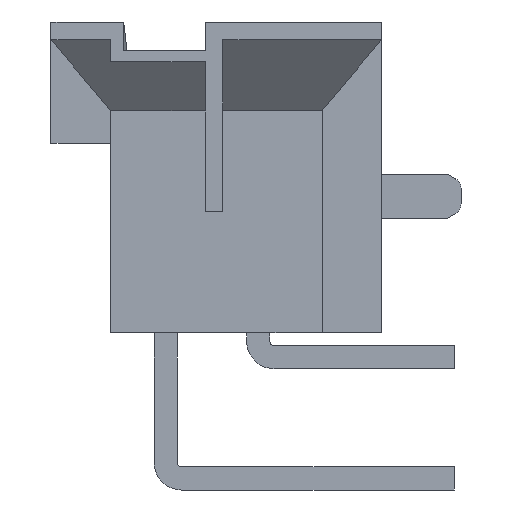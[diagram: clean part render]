
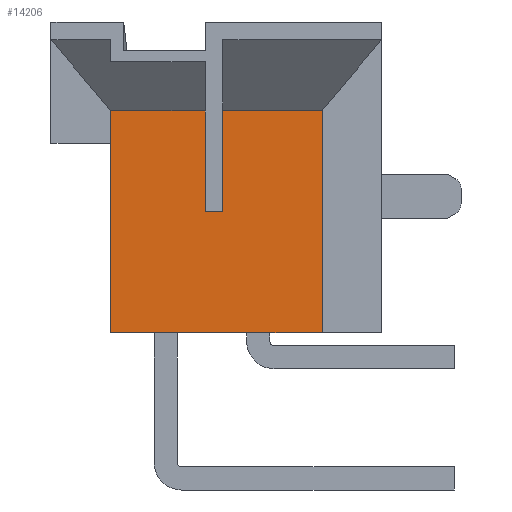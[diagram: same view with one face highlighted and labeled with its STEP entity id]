
A CAD part, left-side view. The second image highlights one B-rep face of the part: STEP entity #14206.
In plain terms, the highlighted planar face has unit normal (-1, 0, 0).
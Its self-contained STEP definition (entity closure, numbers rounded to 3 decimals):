
#612=DIRECTION('',(0.,1.,0.));
#613=VECTOR('',#612,9.6);
#614=CARTESIAN_POINT('',(-25.8,-4.8,-7.05));
#615=LINE('',#614,#613);
#3956=DIRECTION('',(0.,0.,1.));
#3957=VECTOR('',#3956,10.082);
#3958=CARTESIAN_POINT('',(-25.8,4.8,-7.05));
#3959=LINE('',#3958,#3957);
#4028=DIRECTION('',(0.,0.,-1.));
#4029=VECTOR('',#4028,4.582);
#4030=CARTESIAN_POINT('',(-25.8,0.5,3.032));
#4031=LINE('',#4030,#4029);
#4032=DIRECTION('',(0.,-1.,0.));
#4033=VECTOR('',#4032,0.8);
#4034=CARTESIAN_POINT('',(-25.8,0.5,-1.55));
#4035=LINE('',#4034,#4033);
#4036=DIRECTION('',(0.,0.,-1.));
#4037=VECTOR('',#4036,4.582);
#4038=CARTESIAN_POINT('',(-25.8,-0.3,3.032));
#4039=LINE('',#4038,#4037);
#4040=DIRECTION('',(0.,-1.,0.));
#4041=VECTOR('',#4040,4.5);
#4042=CARTESIAN_POINT('',(-25.8,-0.3,3.032));
#4043=LINE('',#4042,#4041);
#4044=DIRECTION('',(0.,-1.,0.));
#4045=VECTOR('',#4044,4.3);
#4046=CARTESIAN_POINT('',(-25.8,4.8,3.032));
#4047=LINE('',#4046,#4045);
#4196=DIRECTION('',(0.,0.,-1.));
#4197=VECTOR('',#4196,10.082);
#4198=CARTESIAN_POINT('',(-25.8,-4.8,3.032));
#4199=LINE('',#4198,#4197);
#6822=CARTESIAN_POINT('',(-25.8,-4.8,3.032));
#6824=VERTEX_POINT('',#6822);
#6827=CARTESIAN_POINT('',(-25.8,-4.8,-7.05));
#6828=VERTEX_POINT('',#6827);
#6829=CARTESIAN_POINT('',(-25.8,4.8,-7.05));
#6830=VERTEX_POINT('',#6829);
#6835=CARTESIAN_POINT('',(-25.8,4.8,3.032));
#6836=VERTEX_POINT('',#6835);
#6898=CARTESIAN_POINT('',(-25.8,-0.3,3.032));
#6900=VERTEX_POINT('',#6898);
#6902=CARTESIAN_POINT('',(-25.8,0.5,3.032));
#6903=CARTESIAN_POINT('',(-25.8,0.5,-1.55));
#6904=VERTEX_POINT('',#6902);
#6905=VERTEX_POINT('',#6903);
#6906=CARTESIAN_POINT('',(-25.8,-0.3,-1.55));
#6907=VERTEX_POINT('',#6906);
#14187=CARTESIAN_POINT('',(-25.8,7.5,3.032));
#14188=DIRECTION('',(1.,0.,0.));
#14189=DIRECTION('',(0.,0.,-1.));
#14190=AXIS2_PLACEMENT_3D('',#14187,#14188,#14189);
#14191=PLANE('',#14190);
#14192=ORIENTED_EDGE('',*,*,#8741,.T.);
#14194=ORIENTED_EDGE('',*,*,#14193,.T.);
#14195=ORIENTED_EDGE('',*,*,#8848,.F.);
#14197=ORIENTED_EDGE('',*,*,#14196,.T.);
#14199=ORIENTED_EDGE('',*,*,#14198,.T.);
#14200=ORIENTED_EDGE('',*,*,#8965,.T.);
#14201=ORIENTED_EDGE('',*,*,#14095,.T.);
#14203=ORIENTED_EDGE('',*,*,#14202,.T.);
#14204=EDGE_LOOP('',(#14192,#14194,#14195,#14197,#14199,#14200,#14201,#14203));
#14205=FACE_OUTER_BOUND('',#14204,.F.);
#14206=ADVANCED_FACE('',(#14205),#14191,.F.);
#8741=EDGE_CURVE('',#6904,#6905,#4031,.T.);
#8848=EDGE_CURVE('',#6900,#6907,#4039,.T.);
#8965=EDGE_CURVE('',#6828,#6830,#615,.T.);
#14095=EDGE_CURVE('',#6830,#6836,#3959,.T.);
#14193=EDGE_CURVE('',#6905,#6907,#4035,.T.);
#14196=EDGE_CURVE('',#6900,#6824,#4043,.T.);
#14198=EDGE_CURVE('',#6824,#6828,#4199,.T.);
#14202=EDGE_CURVE('',#6836,#6904,#4047,.T.);
